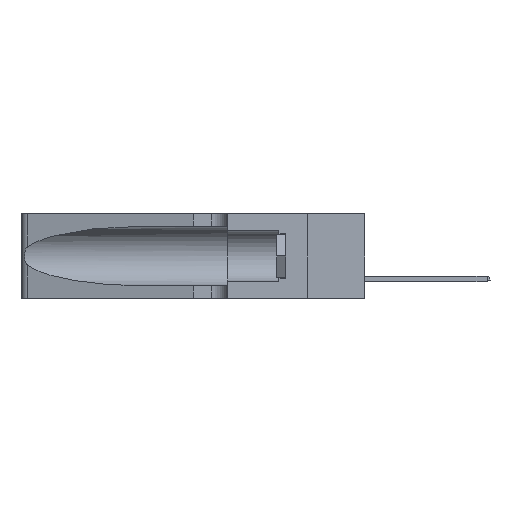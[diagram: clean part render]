
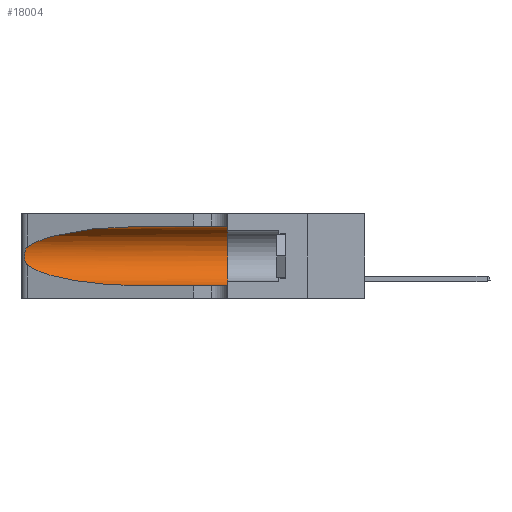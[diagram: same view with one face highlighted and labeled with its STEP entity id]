
A CAD part, left-side view. The second image highlights one B-rep face of the part: STEP entity #18004.
In plain terms, the highlighted cylindrical face has radius 3.308 mm (diameter 6.617 mm), a partial arc.
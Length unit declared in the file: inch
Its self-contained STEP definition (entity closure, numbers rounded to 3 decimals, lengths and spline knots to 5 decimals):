
#250 = EDGE_CURVE ( 'NONE', #23056, #17300, #1568, .T. ) ;
#266 = VERTEX_POINT ( 'NONE', #14730 ) ;
#630 = FACE_OUTER_BOUND ( 'NONE', #30148, .T. ) ;
#786 = CARTESIAN_POINT ( 'NONE',  ( 0.1305, 1.61858, 0.05475 ) ) ;
#1568 = B_SPLINE_CURVE_WITH_KNOTS ( 'NONE', 3,
 ( #2544, #15002, #30935, #33982, #2402, #11780, #5786, #5242, #8429, #8561, #30796, #27475, #24696, #40097 ),
 .UNSPECIFIED., .F., .F.,
 ( 4, 2, 2, 2, 2, 2, 4 ),
 ( 0., 0.00027, 0.00053, 0.00107, 0.0016, 0.00187, 0.00214 ),
 .UNSPECIFIED. ) ;
#2402 = CARTESIAN_POINT ( 'NONE',  ( 0.25854, 1.2359, 0.20912 ) ) ;
#2544 = CARTESIAN_POINT ( 'NONE',  ( 0.25487, 1.22718, 0.22369 ) ) ;
#3657 = CARTESIAN_POINT ( 'NONE',  ( 0.1305, 0.72297, 0.05475 ) ) ;
#3715 = LINE ( 'NONE', #29943, #7730 ) ;
#4211 = ORIENTED_EDGE ( 'NONE', *, *, #5075, .T. ) ;
#5075 = EDGE_CURVE ( 'NONE', #17300, #19945, #36218, .T. ) ;
#5242 = CARTESIAN_POINT ( 'NONE',  ( 0.26075, 1.23896, 0.178 ) ) ;
#5786 = CARTESIAN_POINT ( 'NONE',  ( 0.26075, 1.23896, 0.19203 ) ) ;
#6469 = CARTESIAN_POINT ( 'NONE',  ( 0.2373, 1.15595, 0.08982 ) ) ;
#7730 = VECTOR ( 'NONE', #36180, 39.37008 ) ;
#8321 = EDGE_CURVE ( 'NONE', #14580, #23056, #20743, .T. ) ;
#8429 = CARTESIAN_POINT ( 'NONE',  ( 0.26017, 1.23833, 0.17102 ) ) ;
#8561 = CARTESIAN_POINT ( 'NONE',  ( 0.25856, 1.23593, 0.16098 ) ) ;
#10340 = AXIS2_PLACEMENT_3D ( 'NONE', #35384, #32068, #25963 ) ;
#11780 = CARTESIAN_POINT ( 'NONE',  ( 0.26018, 1.23835, 0.19895 ) ) ;
#11884 = CARTESIAN_POINT ( 'NONE',  ( 0.25487, 1.22718, 0.22369 ) ) ;
#14510 = VERTEX_POINT ( 'NONE', #21470 ) ;
#14580 = VERTEX_POINT ( 'NONE', #27668 ) ;
#14730 = CARTESIAN_POINT ( 'NONE',  ( 0.1305, 0.35, 0.31525 ) ) ;
#15002 = CARTESIAN_POINT ( 'NONE',  ( 0.25555, 1.22994, 0.2215 ) ) ;
#17300 = VERTEX_POINT ( 'NONE', #31171 ) ;
#18004 = ADVANCED_FACE ( 'NONE', ( #630 ), #22616, .F. ) ;
#18280 = CARTESIAN_POINT ( 'NONE',  ( 0.2373, 1.15595, 0.28018 ) ) ;
#19774 = DIRECTION ( 'NONE',  ( 0., -1., 0. ) ) ;
#19945 = VERTEX_POINT ( 'NONE', #3657 ) ;
#20743 =( BOUNDED_CURVE ( )  B_SPLINE_CURVE ( 3, ( #34650, #21903, #18280, #11884 ),
 .UNSPECIFIED., .F., .F. ) 
 B_SPLINE_CURVE_WITH_KNOTS ( ( 4, 4 ),
 ( 1.5708, 2.84003 ),
 .UNSPECIFIED. ) 
 CURVE ( )  GEOMETRIC_REPRESENTATION_ITEM ( )  RATIONAL_B_SPLINE_CURVE ( ( 1., 0.87, 0.87, 1. ) ) 
 REPRESENTATION_ITEM ( '' )  );
#21470 = CARTESIAN_POINT ( 'NONE',  ( 0.1305, 0.35, 0.05475 ) ) ;
#21903 = CARTESIAN_POINT ( 'NONE',  ( 0.18966, 0.96281, 0.31525 ) ) ;
#22215 = EDGE_CURVE ( 'NONE', #266, #14510, #32213, .T. ) ;
#22616 = CYLINDRICAL_SURFACE ( 'NONE', #24135, 0.13025 ) ;
#23056 = VERTEX_POINT ( 'NONE', #34930 ) ;
#24135 = AXIS2_PLACEMENT_3D ( 'NONE', #25696, #35257, #32206 ) ;
#24696 = CARTESIAN_POINT ( 'NONE',  ( 0.25555, 1.22993, 0.14849 ) ) ;
#25019 = ORIENTED_EDGE ( 'NONE', *, *, #40537, .F. ) ;
#25264 = CARTESIAN_POINT ( 'NONE',  ( 0.25487, 1.22718, 0.14631 ) ) ;
#25277 = ORIENTED_EDGE ( 'NONE', *, *, #8321, .T. ) ;
#25393 = CARTESIAN_POINT ( 'NONE',  ( 0.18966, 0.96281, 0.05475 ) ) ;
#25696 = CARTESIAN_POINT ( 'NONE',  ( 0.1305, 1.61858, 0.185 ) ) ;
#25963 = DIRECTION ( 'NONE',  ( 0., 0., 1. ) ) ;
#26213 = VECTOR ( 'NONE', #19774, 39.37008 ) ;
#27475 = CARTESIAN_POINT ( 'NONE',  ( 0.25639, 1.23186, 0.15144 ) ) ;
#27668 = CARTESIAN_POINT ( 'NONE',  ( 0.1305, 0.72297, 0.31525 ) ) ;
#28693 = CARTESIAN_POINT ( 'NONE',  ( 0.1305, 0.72297, 0.05475 ) ) ;
#29943 = CARTESIAN_POINT ( 'NONE',  ( 0.1305, 1.61858, 0.31525 ) ) ;
#30148 = EDGE_LOOP ( 'NONE', ( #25277, #40399, #4211, #36955, #32055, #25019 ) ) ;
#30796 = CARTESIAN_POINT ( 'NONE',  ( 0.25789, 1.23486, 0.15765 ) ) ;
#30935 = CARTESIAN_POINT ( 'NONE',  ( 0.25639, 1.23184, 0.21858 ) ) ;
#31171 = CARTESIAN_POINT ( 'NONE',  ( 0.25487, 1.22718, 0.14631 ) ) ;
#32055 = ORIENTED_EDGE ( 'NONE', *, *, #22215, .F. ) ;
#32068 = DIRECTION ( 'NONE',  ( 0., 1., 0. ) ) ;
#32206 = DIRECTION ( 'NONE',  ( 0., 0., -1. ) ) ;
#32213 = CIRCLE ( 'NONE', #10340, 0.13025 ) ;
#33130 = LINE ( 'NONE', #786, #26213 ) ;
#33982 = CARTESIAN_POINT ( 'NONE',  ( 0.25787, 1.23484, 0.2124 ) ) ;
#34650 = CARTESIAN_POINT ( 'NONE',  ( 0.1305, 0.72297, 0.31525 ) ) ;
#34884 = EDGE_CURVE ( 'NONE', #19945, #14510, #33130, .T. ) ;
#34930 = CARTESIAN_POINT ( 'NONE',  ( 0.25487, 1.22718, 0.22369 ) ) ;
#35257 = DIRECTION ( 'NONE',  ( 0., -1., 0. ) ) ;
#35384 = CARTESIAN_POINT ( 'NONE',  ( 0.1305, 0.35, 0.185 ) ) ;
#36180 = DIRECTION ( 'NONE',  ( 0., -1., 0. ) ) ;
#36218 =( BOUNDED_CURVE ( )  B_SPLINE_CURVE ( 3, ( #25264, #6469, #25393, #28693 ),
 .UNSPECIFIED., .F., .T. ) 
 B_SPLINE_CURVE_WITH_KNOTS ( ( 4, 4 ),
 ( 3.44316, 4.71239 ),
 .UNSPECIFIED. ) 
 CURVE ( )  GEOMETRIC_REPRESENTATION_ITEM ( )  RATIONAL_B_SPLINE_CURVE ( ( 1., 0.87, 0.87, 1. ) ) 
 REPRESENTATION_ITEM ( '' )  );
#36955 = ORIENTED_EDGE ( 'NONE', *, *, #34884, .T. ) ;
#40097 = CARTESIAN_POINT ( 'NONE',  ( 0.25487, 1.22718, 0.14631 ) ) ;
#40399 = ORIENTED_EDGE ( 'NONE', *, *, #250, .T. ) ;
#40537 = EDGE_CURVE ( 'NONE', #14580, #266, #3715, .T. ) ;
